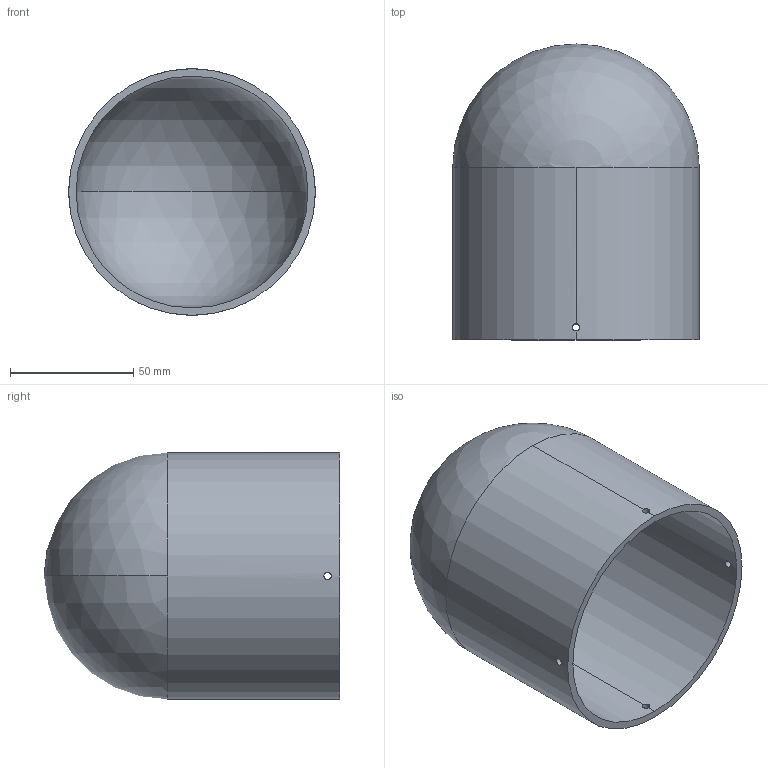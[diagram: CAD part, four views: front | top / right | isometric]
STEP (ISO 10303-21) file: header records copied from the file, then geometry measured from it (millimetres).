
FILE_DESCRIPTION (( 'STEP AP214' ), '1' );
FILE_NAME ('Top_Cover.STEP', '2025-07-06T04:48:54', ( '' ), ( '' ), 'SwSTEP 2.0', 'SolidWorks 2025', '' );
FILE_SCHEMA (( 'AUTOMOTIVE_DESIGN' ));
Length unit declared in the file: millimetre
Products named in the file (1): Top_Cover
Bounding box: 100 x 120 x 100 mm (x, y, z)
Volume: 108262.4 mm3; surface area: 73221.1 mm2
Topology: 1 solids, 1 shells, 17 faces, 60 edges, 38 vertices
Faces by surface type: cylinder 12, sphere 4, plane 1
Entity records: 1021 total; most frequent: CARTESIAN_POINT 520, ORIENTED_EDGE 112, DIRECTION 84, EDGE_CURVE 56, VERTEX_POINT 38, AXIS2_PLACEMENT_3D 34, B_SPLINE_CURVE_WITH_KNOTS 24, EDGE_LOOP 22
